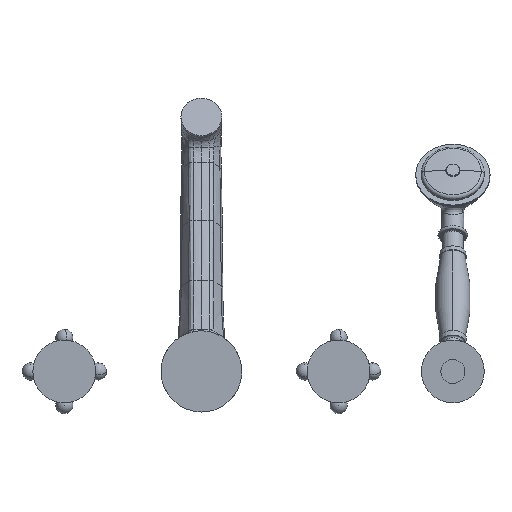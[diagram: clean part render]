
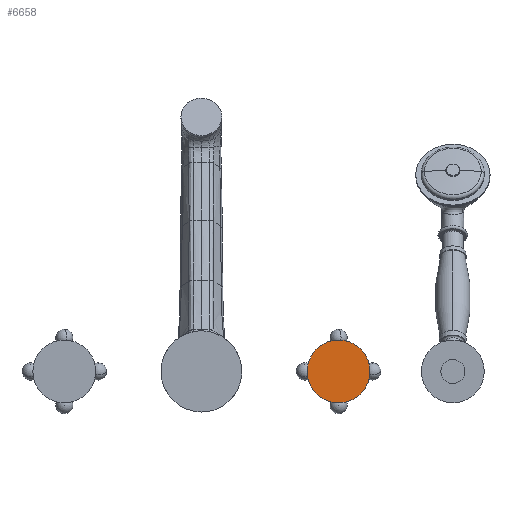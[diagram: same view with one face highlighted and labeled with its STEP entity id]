
A CAD part, front view. The second image highlights one B-rep face of the part: STEP entity #6658.
In plain terms, the highlighted planar face has unit normal (0, -1, 0).
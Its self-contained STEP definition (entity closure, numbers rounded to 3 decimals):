
#63 = CARTESIAN_POINT ( 'NONE',  ( 0., 0., 0. ) ) ;
#745 = AXIS2_PLACEMENT_3D ( 'NONE', #13134, #11670, #19119 ) ;
#1378 = CARTESIAN_POINT ( 'NONE',  ( 0., 0., -27.5 ) ) ;
#1674 = ORIENTED_EDGE ( 'NONE', *, *, #5041, .F. ) ;
#2024 = VERTEX_POINT ( 'NONE', #6525 ) ;
#2529 = VERTEX_POINT ( 'NONE', #1378 ) ;
#3018 = DIRECTION ( 'NONE',  ( 0., 1., 0. ) ) ;
#5041 = EDGE_CURVE ( 'NONE', #2024, #2529, #10442, .T. ) ;
#6525 = CARTESIAN_POINT ( 'NONE',  ( 0., 0., 27.5 ) ) ;
#6658 = ADVANCED_FACE ( 'NONE', ( #9848 ), #15631, .F. ) ;
#6732 = AXIS2_PLACEMENT_3D ( 'NONE', #6816, #15454, #11017 ) ;
#6816 = CARTESIAN_POINT ( 'NONE',  ( 0., 0., 0. ) ) ;
#6918 = AXIS2_PLACEMENT_3D ( 'NONE', #63, #3018, #16241 ) ;
#9848 = FACE_OUTER_BOUND ( 'NONE', #19182, .T. ) ;
#10442 = CIRCLE ( 'NONE', #745, 27.5 ) ;
#10685 = EDGE_CURVE ( 'NONE', #2529, #2024, #17234, .T. ) ;
#10696 = ORIENTED_EDGE ( 'NONE', *, *, #10685, .F. ) ;
#11017 = DIRECTION ( 'NONE',  ( 0., 0., 1. ) ) ;
#11670 = DIRECTION ( 'NONE',  ( 0., 1., 0. ) ) ;
#13134 = CARTESIAN_POINT ( 'NONE',  ( 0., 0., 0. ) ) ;
#15454 = DIRECTION ( 'NONE',  ( 0., 1., 0. ) ) ;
#15631 = PLANE ( 'NONE',  #6732 ) ;
#16241 = DIRECTION ( 'NONE',  ( 0., 0., 1. ) ) ;
#17234 = CIRCLE ( 'NONE', #6918, 27.5 ) ;
#19119 = DIRECTION ( 'NONE',  ( 0., 0., 1. ) ) ;
#19182 = EDGE_LOOP ( 'NONE', ( #10696, #1674 ) ) ;
